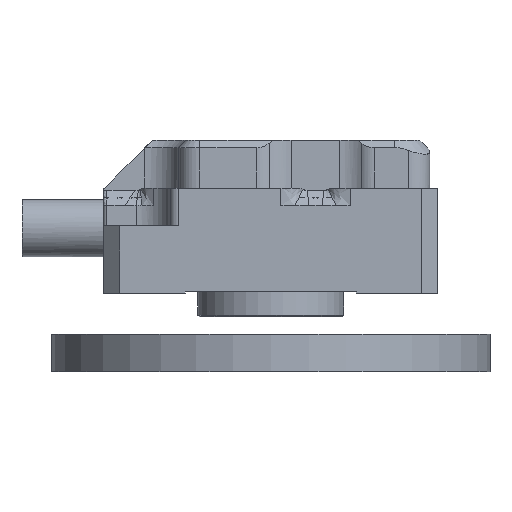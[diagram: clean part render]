
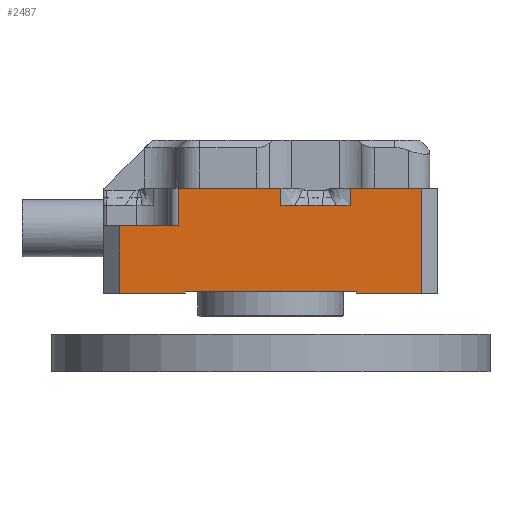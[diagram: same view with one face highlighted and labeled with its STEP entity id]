
A CAD part, left-side view. The second image highlights one B-rep face of the part: STEP entity #2487.
In plain terms, the highlighted planar face has unit normal (-1, 0, 0).
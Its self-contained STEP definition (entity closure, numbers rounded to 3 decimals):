
#2487=ADVANCED_FACE('',(#5757),#4099,.T.);
#4099=PLANE('',#36697);
#5757=FACE_OUTER_BOUND('',#7733,.T.);
#7733=EDGE_LOOP('',(#15039,#15040,#15041,#15042,#15043,#15044,#15045,#15046,
#15047,#15048,#15049,#15050,#15051,#15052,#15053,#15054,#15055,#15056));
#15039=ORIENTED_EDGE('',*,*,#26599,.T.);
#15040=ORIENTED_EDGE('',*,*,#26600,.T.);
#15041=ORIENTED_EDGE('',*,*,#26601,.F.);
#15042=ORIENTED_EDGE('',*,*,#26602,.F.);
#15043=ORIENTED_EDGE('',*,*,#26603,.F.);
#15044=ORIENTED_EDGE('',*,*,#26604,.F.);
#15045=ORIENTED_EDGE('',*,*,#26605,.F.);
#15046=ORIENTED_EDGE('',*,*,#26485,.T.);
#15047=ORIENTED_EDGE('',*,*,#26606,.T.);
#15048=ORIENTED_EDGE('',*,*,#26607,.F.);
#15049=ORIENTED_EDGE('',*,*,#26608,.T.);
#15050=ORIENTED_EDGE('',*,*,#26570,.T.);
#15051=ORIENTED_EDGE('',*,*,#26549,.T.);
#15052=ORIENTED_EDGE('',*,*,#26609,.F.);
#15053=ORIENTED_EDGE('',*,*,#26610,.F.);
#15054=ORIENTED_EDGE('',*,*,#26611,.T.);
#15055=ORIENTED_EDGE('',*,*,#26612,.T.);
#15056=ORIENTED_EDGE('',*,*,#26536,.T.);
#22338=VERTEX_POINT('',#54799);
#22339=VERTEX_POINT('',#54801);
#22383=VERTEX_POINT('',#54907);
#22384=VERTEX_POINT('',#54909);
#22391=VERTEX_POINT('',#54928);
#22394=VERTEX_POINT('',#54933);
#22410=VERTEX_POINT('',#54979);
#22435=VERTEX_POINT('',#55043);
#22436=VERTEX_POINT('',#55045);
#22437=VERTEX_POINT('',#55047);
#22438=VERTEX_POINT('',#55049);
#22439=VERTEX_POINT('',#55051);
#22440=VERTEX_POINT('',#55053);
#22441=VERTEX_POINT('',#55056);
#22442=VERTEX_POINT('',#55058);
#22443=VERTEX_POINT('',#55061);
#22444=VERTEX_POINT('',#55063);
#22445=VERTEX_POINT('',#55065);
#26485=EDGE_CURVE('',#22339,#22338,#30420,.T.);
#26536=EDGE_CURVE('',#22384,#22383,#30457,.T.);
#26549=EDGE_CURVE('',#22391,#22394,#30467,.T.);
#26570=EDGE_CURVE('',#22410,#22391,#30481,.T.);
#26599=EDGE_CURVE('',#22383,#22435,#30500,.T.);
#26600=EDGE_CURVE('',#22435,#22436,#30501,.T.);
#26601=EDGE_CURVE('',#22437,#22436,#30502,.T.);
#26602=EDGE_CURVE('',#22438,#22437,#30503,.T.);
#26603=EDGE_CURVE('',#22439,#22438,#30504,.T.);
#26604=EDGE_CURVE('',#22440,#22439,#30505,.T.);
#26605=EDGE_CURVE('',#22339,#22440,#30506,.T.);
#26606=EDGE_CURVE('',#22338,#22441,#30507,.T.);
#26607=EDGE_CURVE('',#22442,#22441,#30508,.T.);
#26608=EDGE_CURVE('',#22442,#22410,#30509,.T.);
#26609=EDGE_CURVE('',#22443,#22394,#30510,.T.);
#26610=EDGE_CURVE('',#22444,#22443,#30511,.T.);
#26611=EDGE_CURVE('',#22444,#22445,#30512,.T.);
#26612=EDGE_CURVE('',#22445,#22384,#30513,.T.);
#30420=LINE('',#54800,#33502);
#30457=LINE('',#54908,#33539);
#30467=LINE('',#54934,#33549);
#30481=LINE('',#54978,#33563);
#30500=LINE('',#55042,#33582);
#30501=LINE('',#55044,#33583);
#30502=LINE('',#55046,#33584);
#30503=LINE('',#55048,#33585);
#30504=LINE('',#55050,#33586);
#30505=LINE('',#55052,#33587);
#30506=LINE('',#55054,#33588);
#30507=LINE('',#55055,#33589);
#30508=LINE('',#55057,#33590);
#30509=LINE('',#55059,#33591);
#30510=LINE('',#55060,#33592);
#30511=LINE('',#55062,#33593);
#30512=LINE('',#55064,#33594);
#30513=LINE('',#55066,#33595);
#33502=VECTOR('',#41236,1.);
#33539=VECTOR('',#41307,1.);
#33549=VECTOR('',#41327,1.);
#33563=VECTOR('',#41371,1.);
#33582=VECTOR('',#41412,1.);
#33583=VECTOR('',#41413,1.);
#33584=VECTOR('',#41414,1.);
#33585=VECTOR('',#41415,1.);
#33586=VECTOR('',#41416,1.);
#33587=VECTOR('',#41417,1.);
#33588=VECTOR('',#41418,1.);
#33589=VECTOR('',#41419,1.);
#33590=VECTOR('',#41420,1.);
#33591=VECTOR('',#41421,1.);
#33592=VECTOR('',#41422,1.);
#33593=VECTOR('',#41423,1.);
#33594=VECTOR('',#41424,1.);
#33595=VECTOR('',#41425,1.);
#36697=AXIS2_PLACEMENT_3D('',#55067,#41426,#41427);
#41236=DIRECTION('',(0.,1.,0.));
#41307=DIRECTION('',(0.,1.,0.));
#41327=DIRECTION('',(0.,0.,1.));
#41371=DIRECTION('',(0.,-1.,0.));
#41412=DIRECTION('',(0.,0.,-1.));
#41413=DIRECTION('',(0.,1.,0.));
#41414=DIRECTION('',(0.,-1.,0.));
#41415=DIRECTION('',(0.,-1.,0.));
#41416=DIRECTION('',(0.,-1.,0.));
#41417=DIRECTION('',(0.,-1.,0.));
#41418=DIRECTION('',(0.,0.,-1.));
#41419=DIRECTION('',(0.,0.,-1.));
#41420=DIRECTION('',(0.,-1.,0.));
#41421=DIRECTION('',(0.,0.,-1.));
#41422=DIRECTION('',(0.,1.,0.));
#41423=DIRECTION('',(0.,0.,1.));
#41424=DIRECTION('',(0.,-1.,0.));
#41425=DIRECTION('',(0.,0.,1.));
#41426=DIRECTION('',(-1.,0.,0.));
#41427=DIRECTION('',(0.,0.,1.));
#54799=CARTESIAN_POINT('',(0.,15.9,56.45));
#54800=CARTESIAN_POINT('',(0.,10.25,56.45));
#54801=CARTESIAN_POINT('',(0.,9.625,56.45));
#54907=CARTESIAN_POINT('',(0.,5.375,56.45));
#54908=CARTESIAN_POINT('',(0.,10.25,56.45));
#54909=CARTESIAN_POINT('',(0.,1.,56.45));
#54928=CARTESIAN_POINT('',(0.,15.5,50.));
#54933=CARTESIAN_POINT('',(0.,15.5,50.1));
#54934=CARTESIAN_POINT('',(0.,15.5,50.1));
#54978=CARTESIAN_POINT('',(0.,10.25,50.));
#54979=CARTESIAN_POINT('',(0.,19.5,50.));
#55042=CARTESIAN_POINT('',(0.,5.375,55.4));
#55043=CARTESIAN_POINT('',(0.,5.375,55.4));
#55044=CARTESIAN_POINT('',(0.,5.375,55.4));
#55045=CARTESIAN_POINT('',(0.,6.225,55.4));
#55046=CARTESIAN_POINT('',(0.,9.625,55.4));
#55047=CARTESIAN_POINT('',(0.,7.075,55.4));
#55048=CARTESIAN_POINT('',(0.,9.625,55.4));
#55049=CARTESIAN_POINT('',(0.,7.925,55.4));
#55050=CARTESIAN_POINT('',(0.,9.625,55.4));
#55051=CARTESIAN_POINT('',(0.,8.775,55.4));
#55052=CARTESIAN_POINT('',(0.,9.625,55.4));
#55053=CARTESIAN_POINT('',(0.,9.625,55.4));
#55054=CARTESIAN_POINT('',(0.,9.625,55.4));
#55055=CARTESIAN_POINT('',(0.,15.9,54.15));
#55056=CARTESIAN_POINT('',(0.,15.9,54.15));
#55057=CARTESIAN_POINT('',(0.,20.5,54.15));
#55058=CARTESIAN_POINT('',(0.,19.5,54.15));
#55059=CARTESIAN_POINT('',(0.,19.5,50.));
#55060=CARTESIAN_POINT('',(0.,5.,50.1));
#55061=CARTESIAN_POINT('',(0.,5.,50.1));
#55062=CARTESIAN_POINT('',(0.,5.,50.1));
#55063=CARTESIAN_POINT('',(0.,5.,50.));
#55064=CARTESIAN_POINT('',(0.,10.25,50.));
#55065=CARTESIAN_POINT('',(0.,1.,50.));
#55066=CARTESIAN_POINT('',(0.,1.,50.));
#55067=CARTESIAN_POINT('',(0.,10.25,50.));
